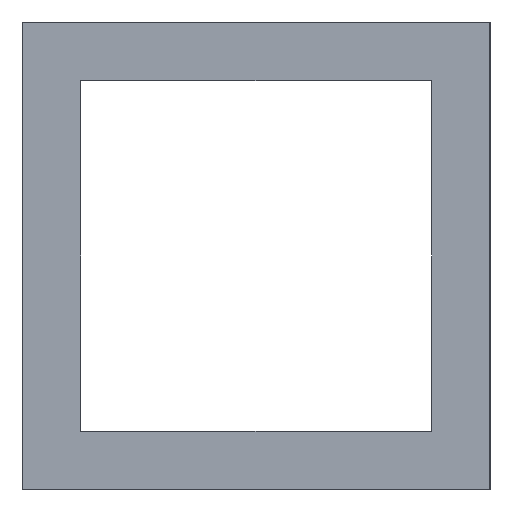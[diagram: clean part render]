
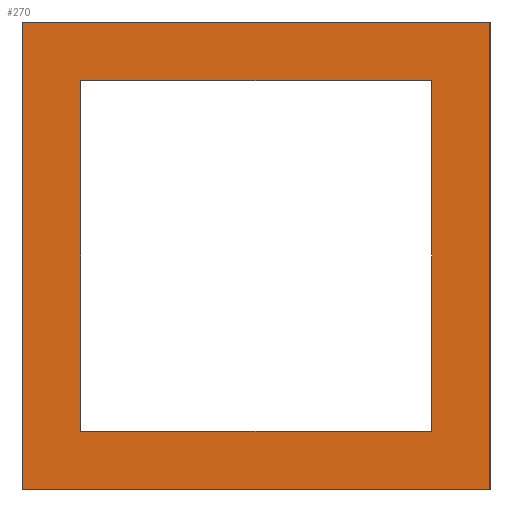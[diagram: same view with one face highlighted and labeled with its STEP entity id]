
A CAD part, left-side view. The second image highlights one B-rep face of the part: STEP entity #270.
In plain terms, the highlighted planar face has unit normal (-1, 0, 0).
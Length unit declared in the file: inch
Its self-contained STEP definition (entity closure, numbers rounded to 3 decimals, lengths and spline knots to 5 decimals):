
#29 = VECTOR ( 'NONE', #431, 39.37008 ) ;
#42 = CARTESIAN_POINT ( 'NONE',  ( -11., 2.125, 0. ) ) ;
#116 = EDGE_CURVE ( 'NONE', #2289, #1903, #1928, .T. ) ;
#130 = CARTESIAN_POINT ( 'NONE',  ( -11., 1.25, 0. ) ) ;
#145 = CARTESIAN_POINT ( 'NONE',  ( -11., 2.125, -3.375 ) ) ;
#156 = DIRECTION ( 'NONE',  ( 0., 1., 0. ) ) ;
#166 = CARTESIAN_POINT ( 'NONE',  ( -11., 1.375, -4.125 ) ) ;
#183 = CARTESIAN_POINT ( 'NONE',  ( -11., 2.25, -3.25 ) ) ;
#220 = VECTOR ( 'NONE', #1395, 39.37008 ) ;
#237 = CARTESIAN_POINT ( 'NONE',  ( -11., 2.25, 0. ) ) ;
#270 = ADVANCED_FACE ( 'NONE', ( #408, #2107 ), #766, .F. ) ;
#282 = CARTESIAN_POINT ( 'NONE',  ( -11., 2.125, -4.125 ) ) ;
#340 = VECTOR ( 'NONE', #1753, 39.37008 ) ;
#367 = EDGE_CURVE ( 'NONE', #2289, #2301, #2345, .T. ) ;
#369 = VERTEX_POINT ( 'NONE', #282 ) ;
#408 = FACE_BOUND ( 'NONE', #1696, .T. ) ;
#431 = DIRECTION ( 'NONE',  ( 0., 0., -1. ) ) ;
#433 = EDGE_CURVE ( 'NONE', #2361, #2316, #1042, .T. ) ;
#448 = EDGE_CURVE ( 'NONE', #2301, #2365, #478, .T. ) ;
#478 = LINE ( 'NONE', #130, #1352 ) ;
#491 = DIRECTION ( 'NONE',  ( 0., 1., 0. ) ) ;
#499 = CARTESIAN_POINT ( 'NONE',  ( -11., 2.25, -4.25 ) ) ;
#510 = VERTEX_POINT ( 'NONE', #166 ) ;
#610 = VECTOR ( 'NONE', #491, 39.37008 ) ;
#634 = ORIENTED_EDGE ( 'NONE', *, *, #2327, .T. ) ;
#766 = PLANE ( 'NONE',  #1002 ) ;
#769 = LINE ( 'NONE', #42, #29 ) ;
#818 = VECTOR ( 'NONE', #156, 39.37008 ) ;
#1002 = AXIS2_PLACEMENT_3D ( 'NONE', #1148, #1546, #1735 ) ;
#1042 = LINE ( 'NONE', #1973, #610 ) ;
#1115 = CARTESIAN_POINT ( 'NONE',  ( -11., 1.25, -4.25 ) ) ;
#1148 = CARTESIAN_POINT ( 'NONE',  ( -11., 0., 0. ) ) ;
#1167 = EDGE_CURVE ( 'NONE', #1903, #2365, #1962, .T. ) ;
#1284 = CARTESIAN_POINT ( 'NONE',  ( -11., 1.375, -3.375 ) ) ;
#1303 = DIRECTION ( 'NONE',  ( 0., -1., 0. ) ) ;
#1352 = VECTOR ( 'NONE', #1637, 39.37008 ) ;
#1395 = DIRECTION ( 'NONE',  ( 0., -1., 0. ) ) ;
#1443 = VECTOR ( 'NONE', #1303, 39.37008 ) ;
#1464 = LINE ( 'NONE', #1473, #818 ) ;
#1473 = CARTESIAN_POINT ( 'NONE',  ( -11., 0., -4.125 ) ) ;
#1546 = DIRECTION ( 'NONE',  ( 1., 0., 0. ) ) ;
#1572 = CARTESIAN_POINT ( 'NONE',  ( -11., 0., -4.25 ) ) ;
#1637 = DIRECTION ( 'NONE',  ( 0., 0., -1. ) ) ;
#1696 = EDGE_LOOP ( 'NONE', ( #634, #2195, #1712, #2052 ) ) ;
#1708 = ORIENTED_EDGE ( 'NONE', *, *, #116, .T. ) ;
#1712 = ORIENTED_EDGE ( 'NONE', *, *, #433, .F. ) ;
#1735 = DIRECTION ( 'NONE',  ( 0., 0., -1. ) ) ;
#1753 = DIRECTION ( 'NONE',  ( 0., 0., -1. ) ) ;
#1802 = CARTESIAN_POINT ( 'NONE',  ( -11., 0., -3.25 ) ) ;
#1819 = DIRECTION ( 'NONE',  ( 0., 0., -1. ) ) ;
#1855 = ORIENTED_EDGE ( 'NONE', *, *, #448, .F. ) ;
#1903 = VERTEX_POINT ( 'NONE', #499 ) ;
#1928 = LINE ( 'NONE', #237, #340 ) ;
#1943 = ORIENTED_EDGE ( 'NONE', *, *, #367, .F. ) ;
#1962 = LINE ( 'NONE', #1572, #1443 ) ;
#1973 = CARTESIAN_POINT ( 'NONE',  ( -11., 0., -3.375 ) ) ;
#2003 = LINE ( 'NONE', #2033, #2395 ) ;
#2033 = CARTESIAN_POINT ( 'NONE',  ( -11., 1.375, 0. ) ) ;
#2052 = ORIENTED_EDGE ( 'NONE', *, *, #2200, .T. ) ;
#2091 = EDGE_CURVE ( 'NONE', #2316, #369, #769, .T. ) ;
#2107 = FACE_OUTER_BOUND ( 'NONE', #2398, .T. ) ;
#2195 = ORIENTED_EDGE ( 'NONE', *, *, #2091, .F. ) ;
#2200 = EDGE_CURVE ( 'NONE', #2361, #510, #2003, .T. ) ;
#2268 = CARTESIAN_POINT ( 'NONE',  ( -11., 1.25, -3.25 ) ) ;
#2280 = ORIENTED_EDGE ( 'NONE', *, *, #1167, .T. ) ;
#2289 = VERTEX_POINT ( 'NONE', #183 ) ;
#2301 = VERTEX_POINT ( 'NONE', #2268 ) ;
#2316 = VERTEX_POINT ( 'NONE', #145 ) ;
#2327 = EDGE_CURVE ( 'NONE', #510, #369, #1464, .T. ) ;
#2345 = LINE ( 'NONE', #1802, #220 ) ;
#2361 = VERTEX_POINT ( 'NONE', #1284 ) ;
#2365 = VERTEX_POINT ( 'NONE', #1115 ) ;
#2395 = VECTOR ( 'NONE', #1819, 39.37008 ) ;
#2398 = EDGE_LOOP ( 'NONE', ( #2280, #1855, #1943, #1708 ) ) ;
